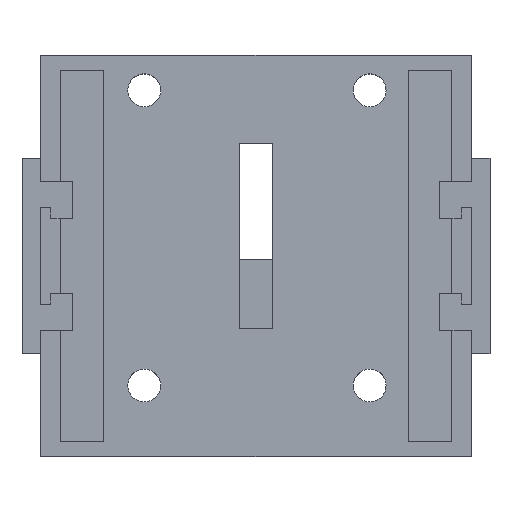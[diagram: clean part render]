
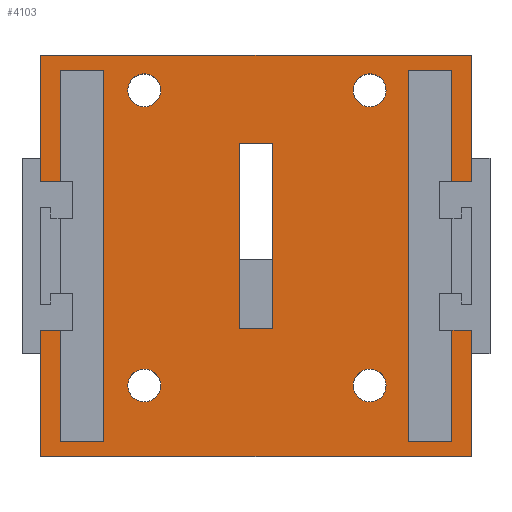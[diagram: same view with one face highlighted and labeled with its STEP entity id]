
A CAD part, top view. The second image highlights one B-rep face of the part: STEP entity #4103.
In plain terms, the highlighted planar face has unit normal (0, 0, 1).
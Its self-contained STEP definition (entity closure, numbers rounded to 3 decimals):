
#5=DIRECTION('',(1.,0.,0.));
#6=VECTOR('',#5,41.9);
#7=CARTESIAN_POINT('',(-20.95,-19.5,6.));
#8=LINE('',#7,#6);
#633=DIRECTION('',(-1.,0.,0.));
#634=VECTOR('',#633,1.9);
#635=CARTESIAN_POINT('',(20.95,-7.25,6.));
#636=LINE('',#635,#634);
#637=DIRECTION('',(0.,1.,0.));
#638=VECTOR('',#637,12.25);
#639=CARTESIAN_POINT('',(-20.95,-19.5,6.));
#640=LINE('',#639,#638);
#641=DIRECTION('',(1.,0.,0.));
#642=VECTOR('',#641,1.9);
#643=CARTESIAN_POINT('',(-20.95,-7.25,6.));
#644=LINE('',#643,#642);
#645=DIRECTION('',(0.,1.,0.));
#646=VECTOR('',#645,10.75);
#647=CARTESIAN_POINT('',(-19.05,-18.,6.));
#648=LINE('',#647,#646);
#649=DIRECTION('',(-1.,0.,0.));
#650=VECTOR('',#649,4.25);
#651=CARTESIAN_POINT('',(-14.8,-18.,6.));
#652=LINE('',#651,#650);
#653=DIRECTION('',(0.,-1.,0.));
#654=VECTOR('',#653,36.);
#655=CARTESIAN_POINT('',(-14.8,18.,6.));
#656=LINE('',#655,#654);
#657=DIRECTION('',(1.,0.,0.));
#658=VECTOR('',#657,4.25);
#659=CARTESIAN_POINT('',(-19.05,18.,6.));
#660=LINE('',#659,#658);
#661=DIRECTION('',(0.,1.,0.));
#662=VECTOR('',#661,10.75);
#663=CARTESIAN_POINT('',(-19.05,7.25,6.));
#664=LINE('',#663,#662);
#665=DIRECTION('',(1.,0.,0.));
#666=VECTOR('',#665,1.9);
#667=CARTESIAN_POINT('',(-20.95,7.25,6.));
#668=LINE('',#667,#666);
#669=DIRECTION('',(0.,1.,0.));
#670=VECTOR('',#669,12.25);
#671=CARTESIAN_POINT('',(-20.95,7.25,6.));
#672=LINE('',#671,#670);
#673=DIRECTION('',(-1.,0.,0.));
#674=VECTOR('',#673,1.9);
#675=CARTESIAN_POINT('',(20.95,7.25,6.));
#676=LINE('',#675,#674);
#677=DIRECTION('',(0.,1.,0.));
#678=VECTOR('',#677,10.75);
#679=CARTESIAN_POINT('',(19.05,7.25,6.));
#680=LINE('',#679,#678);
#681=DIRECTION('',(-1.,0.,0.));
#682=VECTOR('',#681,4.25);
#683=CARTESIAN_POINT('',(19.05,18.,6.));
#684=LINE('',#683,#682);
#685=DIRECTION('',(0.,-1.,0.));
#686=VECTOR('',#685,36.);
#687=CARTESIAN_POINT('',(14.8,18.,6.));
#688=LINE('',#687,#686);
#689=DIRECTION('',(1.,0.,0.));
#690=VECTOR('',#689,4.25);
#691=CARTESIAN_POINT('',(14.8,-18.,6.));
#692=LINE('',#691,#690);
#693=DIRECTION('',(0.,1.,0.));
#694=VECTOR('',#693,10.75);
#695=CARTESIAN_POINT('',(19.05,-18.,6.));
#696=LINE('',#695,#694);
#697=DIRECTION('',(0.,-1.,0.));
#698=VECTOR('',#697,18.);
#699=CARTESIAN_POINT('',(1.65,10.9,6.));
#700=LINE('',#699,#698);
#701=DIRECTION('',(1.,0.,0.));
#702=VECTOR('',#701,3.3);
#703=CARTESIAN_POINT('',(-1.65,10.9,6.));
#704=LINE('',#703,#702);
#705=DIRECTION('',(0.,1.,0.));
#706=VECTOR('',#705,18.);
#707=CARTESIAN_POINT('',(-1.65,-7.1,6.));
#708=LINE('',#707,#706);
#709=DIRECTION('',(-1.,0.,0.));
#710=VECTOR('',#709,3.3);
#711=CARTESIAN_POINT('',(1.65,-7.1,6.));
#712=LINE('',#711,#710);
#713=CARTESIAN_POINT('',(11.05,16.1,6.));
#714=DIRECTION('',(0.,0.,-1.));
#715=DIRECTION('',(-1.,0.,0.));
#716=AXIS2_PLACEMENT_3D('',#713,#714,#715);
#718=CARTESIAN_POINT('',(11.05,16.1,6.));
#719=DIRECTION('',(0.,0.,-1.));
#720=DIRECTION('',(1.,0.,0.));
#721=AXIS2_PLACEMENT_3D('',#718,#719,#720);
#723=CARTESIAN_POINT('',(-10.86,16.1,6.));
#724=DIRECTION('',(0.,0.,-1.));
#725=DIRECTION('',(-1.,0.,0.));
#726=AXIS2_PLACEMENT_3D('',#723,#724,#725);
#728=CARTESIAN_POINT('',(-10.86,16.1,6.));
#729=DIRECTION('',(0.,0.,-1.));
#730=DIRECTION('',(1.,0.,0.));
#731=AXIS2_PLACEMENT_3D('',#728,#729,#730);
#733=CARTESIAN_POINT('',(-10.86,-12.6,6.));
#734=DIRECTION('',(0.,0.,-1.));
#735=DIRECTION('',(-1.,0.,0.));
#736=AXIS2_PLACEMENT_3D('',#733,#734,#735);
#738=CARTESIAN_POINT('',(-10.86,-12.6,6.));
#739=DIRECTION('',(0.,0.,-1.));
#740=DIRECTION('',(1.,0.,0.));
#741=AXIS2_PLACEMENT_3D('',#738,#739,#740);
#743=CARTESIAN_POINT('',(11.05,-12.6,6.));
#744=DIRECTION('',(0.,0.,-1.));
#745=DIRECTION('',(-1.,0.,0.));
#746=AXIS2_PLACEMENT_3D('',#743,#744,#745);
#748=CARTESIAN_POINT('',(11.05,-12.6,6.));
#749=DIRECTION('',(0.,0.,-1.));
#750=DIRECTION('',(1.,0.,0.));
#751=AXIS2_PLACEMENT_3D('',#748,#749,#750);
#981=DIRECTION('',(0.,1.,0.));
#982=VECTOR('',#981,12.25);
#983=CARTESIAN_POINT('',(20.95,-19.5,6.));
#984=LINE('',#983,#982);
#989=DIRECTION('',(0.,1.,0.));
#990=VECTOR('',#989,12.25);
#991=CARTESIAN_POINT('',(20.95,7.25,6.));
#992=LINE('',#991,#990);
#1433=DIRECTION('',(1.,0.,0.));
#1434=VECTOR('',#1433,41.9);
#1435=CARTESIAN_POINT('',(-20.95,19.5,6.));
#1436=LINE('',#1435,#1434);
#2498=CARTESIAN_POINT('',(-20.95,-19.5,6.));
#2500=VERTEX_POINT('',#2498);
#2501=CARTESIAN_POINT('',(20.95,-19.5,6.));
#2502=VERTEX_POINT('',#2501);
#2506=CARTESIAN_POINT('',(-20.95,19.5,6.));
#2508=VERTEX_POINT('',#2506);
#2509=CARTESIAN_POINT('',(20.95,19.5,6.));
#2510=VERTEX_POINT('',#2509);
#2697=CARTESIAN_POINT('',(-14.8,18.,6.));
#2698=VERTEX_POINT('',#2697);
#2699=CARTESIAN_POINT('',(-14.8,-18.,6.));
#2700=VERTEX_POINT('',#2699);
#2701=CARTESIAN_POINT('',(-19.05,-18.,6.));
#2702=VERTEX_POINT('',#2701);
#2703=CARTESIAN_POINT('',(-19.05,18.,6.));
#2704=VERTEX_POINT('',#2703);
#2749=CARTESIAN_POINT('',(-20.95,-7.25,6.));
#2750=VERTEX_POINT('',#2749);
#2751=CARTESIAN_POINT('',(-20.95,7.25,6.));
#2752=VERTEX_POINT('',#2751);
#2757=CARTESIAN_POINT('',(-19.05,-7.25,6.));
#2758=VERTEX_POINT('',#2757);
#2759=CARTESIAN_POINT('',(-19.05,7.25,6.));
#2760=VERTEX_POINT('',#2759);
#2897=CARTESIAN_POINT('',(14.8,18.,6.));
#2898=VERTEX_POINT('',#2897);
#2899=CARTESIAN_POINT('',(14.8,-18.,6.));
#2900=VERTEX_POINT('',#2899);
#2901=CARTESIAN_POINT('',(19.05,-18.,6.));
#2902=VERTEX_POINT('',#2901);
#2903=CARTESIAN_POINT('',(19.05,18.,6.));
#2904=VERTEX_POINT('',#2903);
#2977=CARTESIAN_POINT('',(20.95,-7.25,6.));
#2978=CARTESIAN_POINT('',(19.05,-7.25,6.));
#2979=VERTEX_POINT('',#2977);
#2980=VERTEX_POINT('',#2978);
#2981=CARTESIAN_POINT('',(20.95,7.25,6.));
#2982=CARTESIAN_POINT('',(19.05,7.25,6.));
#2983=VERTEX_POINT('',#2981);
#2984=VERTEX_POINT('',#2982);
#2993=CARTESIAN_POINT('',(1.65,10.9,6.));
#2994=CARTESIAN_POINT('',(1.65,-7.1,6.));
#2995=VERTEX_POINT('',#2993);
#2996=VERTEX_POINT('',#2994);
#2997=CARTESIAN_POINT('',(-1.65,-7.1,6.));
#2998=VERTEX_POINT('',#2997);
#2999=CARTESIAN_POINT('',(-1.65,10.9,6.));
#3000=VERTEX_POINT('',#2999);
#3069=CARTESIAN_POINT('',(9.45,16.1,6.));
#3070=CARTESIAN_POINT('',(12.65,16.1,6.));
#3071=VERTEX_POINT('',#3069);
#3072=VERTEX_POINT('',#3070);
#3073=CARTESIAN_POINT('',(-12.46,16.1,6.));
#3074=CARTESIAN_POINT('',(-9.26,16.1,6.));
#3075=VERTEX_POINT('',#3073);
#3076=VERTEX_POINT('',#3074);
#3077=CARTESIAN_POINT('',(-12.46,-12.6,6.));
#3078=CARTESIAN_POINT('',(-9.26,-12.6,6.));
#3079=VERTEX_POINT('',#3077);
#3080=VERTEX_POINT('',#3078);
#3081=CARTESIAN_POINT('',(9.45,-12.6,6.));
#3082=CARTESIAN_POINT('',(12.65,-12.6,6.));
#3083=VERTEX_POINT('',#3081);
#3084=VERTEX_POINT('',#3082);
#4025=CARTESIAN_POINT('',(-20.95,-19.5,6.));
#4026=DIRECTION('',(0.,0.,1.));
#4027=DIRECTION('',(1.,0.,0.));
#4028=AXIS2_PLACEMENT_3D('',#4025,#4026,#4027);
#4029=PLANE('',#4028);
#4031=ORIENTED_EDGE('',*,*,#4030,.F.);
#4033=ORIENTED_EDGE('',*,*,#4032,.F.);
#4034=ORIENTED_EDGE('',*,*,#3316,.F.);
#4035=ORIENTED_EDGE('',*,*,#3376,.T.);
#4037=ORIENTED_EDGE('',*,*,#4036,.T.);
#4039=ORIENTED_EDGE('',*,*,#4038,.F.);
#4041=ORIENTED_EDGE('',*,*,#4040,.F.);
#4043=ORIENTED_EDGE('',*,*,#4042,.F.);
#4045=ORIENTED_EDGE('',*,*,#4044,.F.);
#4047=ORIENTED_EDGE('',*,*,#4046,.F.);
#4049=ORIENTED_EDGE('',*,*,#4048,.F.);
#4050=ORIENTED_EDGE('',*,*,#3427,.T.);
#4052=ORIENTED_EDGE('',*,*,#4051,.T.);
#4054=ORIENTED_EDGE('',*,*,#4053,.F.);
#4056=ORIENTED_EDGE('',*,*,#4055,.T.);
#4058=ORIENTED_EDGE('',*,*,#4057,.T.);
#4060=ORIENTED_EDGE('',*,*,#4059,.T.);
#4062=ORIENTED_EDGE('',*,*,#4061,.T.);
#4064=ORIENTED_EDGE('',*,*,#4063,.T.);
#4066=ORIENTED_EDGE('',*,*,#4065,.T.);
#4067=EDGE_LOOP('',(#4031,#4033,#4034,#4035,#4037,#4039,#4041,#4043,#4045,#4047,
#4049,#4050,#4052,#4054,#4056,#4058,#4060,#4062,#4064,#4066));
#4068=FACE_OUTER_BOUND('',#4067,.F.);
#4070=ORIENTED_EDGE('',*,*,#4069,.F.);
#4072=ORIENTED_EDGE('',*,*,#4071,.F.);
#4074=ORIENTED_EDGE('',*,*,#4073,.F.);
#4076=ORIENTED_EDGE('',*,*,#4075,.F.);
#4077=EDGE_LOOP('',(#4070,#4072,#4074,#4076));
#4078=FACE_BOUND('',#4077,.F.);
#4080=ORIENTED_EDGE('',*,*,#4079,.F.);
#4082=ORIENTED_EDGE('',*,*,#4081,.F.);
#4083=EDGE_LOOP('',(#4080,#4082));
#4084=FACE_BOUND('',#4083,.F.);
#4086=ORIENTED_EDGE('',*,*,#4085,.F.);
#4088=ORIENTED_EDGE('',*,*,#4087,.F.);
#4089=EDGE_LOOP('',(#4086,#4088));
#4090=FACE_BOUND('',#4089,.F.);
#4092=ORIENTED_EDGE('',*,*,#4091,.F.);
#4094=ORIENTED_EDGE('',*,*,#4093,.F.);
#4095=EDGE_LOOP('',(#4092,#4094));
#4096=FACE_BOUND('',#4095,.F.);
#4098=ORIENTED_EDGE('',*,*,#4097,.F.);
#4100=ORIENTED_EDGE('',*,*,#4099,.F.);
#4101=EDGE_LOOP('',(#4098,#4100));
#4102=FACE_BOUND('',#4101,.F.);
#4103=ADVANCED_FACE('',(#4068,#4078,#4084,#4090,#4096,#4102),#4029,.T.);
#717=CIRCLE('',#716,1.6);
#722=CIRCLE('',#721,1.6);
#727=CIRCLE('',#726,1.6);
#732=CIRCLE('',#731,1.6);
#737=CIRCLE('',#736,1.6);
#742=CIRCLE('',#741,1.6);
#747=CIRCLE('',#746,1.6);
#752=CIRCLE('',#751,1.6);
#3316=EDGE_CURVE('',#2500,#2502,#8,.T.);
#3376=EDGE_CURVE('',#2500,#2750,#640,.T.);
#3427=EDGE_CURVE('',#2752,#2508,#672,.T.);
#4030=EDGE_CURVE('',#2979,#2980,#636,.T.);
#4032=EDGE_CURVE('',#2502,#2979,#984,.T.);
#4036=EDGE_CURVE('',#2750,#2758,#644,.T.);
#4038=EDGE_CURVE('',#2702,#2758,#648,.T.);
#4040=EDGE_CURVE('',#2700,#2702,#652,.T.);
#4042=EDGE_CURVE('',#2698,#2700,#656,.T.);
#4044=EDGE_CURVE('',#2704,#2698,#660,.T.);
#4046=EDGE_CURVE('',#2760,#2704,#664,.T.);
#4048=EDGE_CURVE('',#2752,#2760,#668,.T.);
#4051=EDGE_CURVE('',#2508,#2510,#1436,.T.);
#4053=EDGE_CURVE('',#2983,#2510,#992,.T.);
#4055=EDGE_CURVE('',#2983,#2984,#676,.T.);
#4057=EDGE_CURVE('',#2984,#2904,#680,.T.);
#4059=EDGE_CURVE('',#2904,#2898,#684,.T.);
#4061=EDGE_CURVE('',#2898,#2900,#688,.T.);
#4063=EDGE_CURVE('',#2900,#2902,#692,.T.);
#4065=EDGE_CURVE('',#2902,#2980,#696,.T.);
#4069=EDGE_CURVE('',#2995,#2996,#700,.T.);
#4071=EDGE_CURVE('',#3000,#2995,#704,.T.);
#4073=EDGE_CURVE('',#2998,#3000,#708,.T.);
#4075=EDGE_CURVE('',#2996,#2998,#712,.T.);
#4079=EDGE_CURVE('',#3071,#3072,#717,.T.);
#4081=EDGE_CURVE('',#3072,#3071,#722,.T.);
#4085=EDGE_CURVE('',#3075,#3076,#727,.T.);
#4087=EDGE_CURVE('',#3076,#3075,#732,.T.);
#4091=EDGE_CURVE('',#3079,#3080,#737,.T.);
#4093=EDGE_CURVE('',#3080,#3079,#742,.T.);
#4097=EDGE_CURVE('',#3083,#3084,#747,.T.);
#4099=EDGE_CURVE('',#3084,#3083,#752,.T.);
